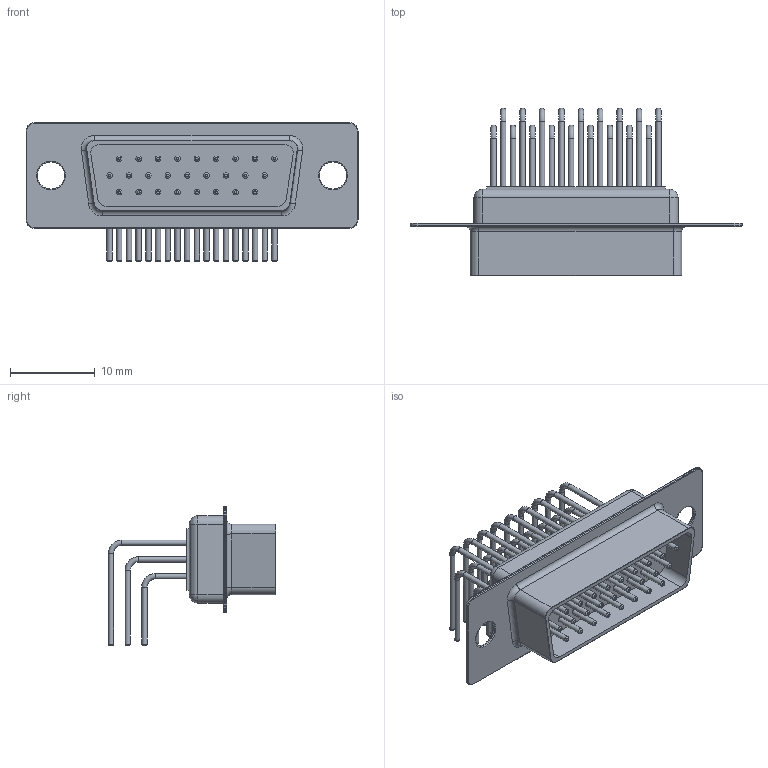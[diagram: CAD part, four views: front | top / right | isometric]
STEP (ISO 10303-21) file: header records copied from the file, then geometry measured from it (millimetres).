
FILE_DESCRIPTION(/* description */ ('model of DSUB-26-HD_Male_Horizontal_P2.29x1.98mm_EdgePinOffset9.40mm'),/* implementation_level */ '2;1');
FILE_NAME(/* name */ 'DSUB-26-HD_Male_Horizontal_P2.29x1.98mm_EdgePinOffset9.40mm.step',/* time_stamp */ '2024-02-10T16:06:07',/* author */ ('KiCAD','kicad'),/* organization */ ('OCCT'),/* preprocessor_version */ '',/* originating_system */ 'KiCAD',/* authorisation */ '');
FILE_SCHEMA(('AUTOMOTIVE_DESIGN { 1 0 10303 214 1 1 1 1 }'));
Length unit declared in the file: millimetre
Products named in the file (1): DSUB-26-HD_Male_Horizontal_P2.29x1.98mm_EdgePinOffset9.40mm
Bounding box: 39.2 x 19.78 x 16.4 mm (x, y, z)
Volume: 1904.6 mm3; surface area: 3151.7 mm2
Topology: 1 solids, 2 shells, 332 faces, 668 edges, 392 vertices
Faces by surface type: cylinder 142, torus 94, plane 84, cone 4, sphere 4, revolution 4
Full cylindrical faces by diameter (mm): 0.64 x104, 3.2 x2
Entity records: 13219 total; most frequent: DIRECTION 1764, CARTESIAN_POINT 1735, ORIENTED_EDGE 1328, AXIS2_PLACEMENT_3D 771, EDGE_CURVE 664, PRESENTATION_STYLE_ASSIGNMENT 456, SURFACE_STYLE_USAGE 456, SURFACE_SIDE_STYLE 456
